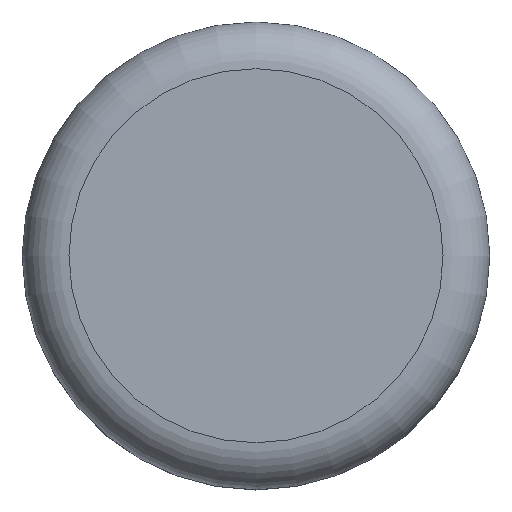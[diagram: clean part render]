
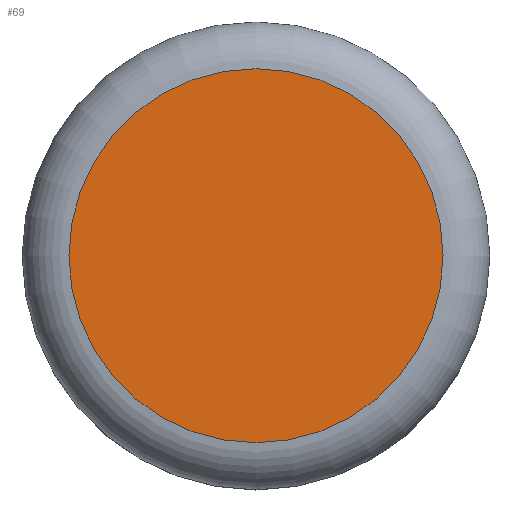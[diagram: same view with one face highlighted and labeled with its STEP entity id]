
A CAD part, top view. The second image highlights one B-rep face of the part: STEP entity #69.
In plain terms, the highlighted planar face has unit normal (0, 0, 1).
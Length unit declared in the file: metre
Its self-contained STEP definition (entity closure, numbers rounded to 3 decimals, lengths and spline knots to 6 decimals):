
#69 = ADVANCED_FACE( 'Body133', ( #154 ), #155, .T. );
#154 = FACE_OUTER_BOUND( '', #253, .T. );
#155 = PLANE( '', #254 );
#253 = EDGE_LOOP( '', ( #375 ) );
#254 = AXIS2_PLACEMENT_3D( '', #376, #377, #378 );
#375 = ORIENTED_EDGE( '', *, *, #495, .T. );
#376 = CARTESIAN_POINT( '', ( 0., 0., 0.43942 ) );
#377 = DIRECTION( '', ( 0., 0., 1. ) );
#378 = DIRECTION( '', ( 1., 0., 0. ) );
#495 = EDGE_CURVE( '', #567, #567, #568, .T. );
#567 = VERTEX_POINT( '', #662 );
#568 = CIRCLE( '', #663, 0.02 );
#662 = CARTESIAN_POINT( '', ( 0.16125, -0.27675, 0.43942 ) );
#663 = AXIS2_PLACEMENT_3D( '', #765, #766, #767 );
#765 = CARTESIAN_POINT( '', ( 0.14125, -0.27675, 0.43942 ) );
#766 = DIRECTION( '', ( 0., 0., 1. ) );
#767 = DIRECTION( '', ( 1., 0., 0. ) );
